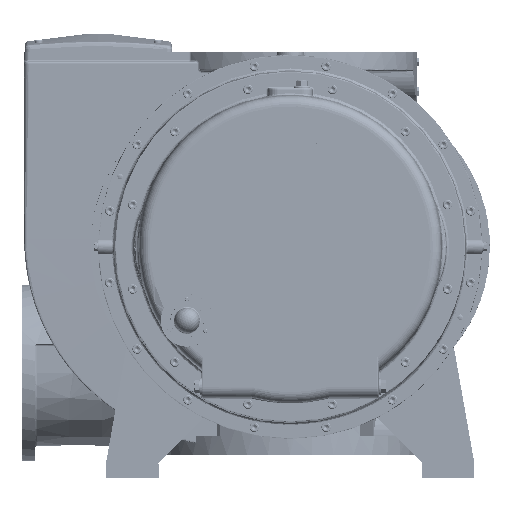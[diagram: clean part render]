
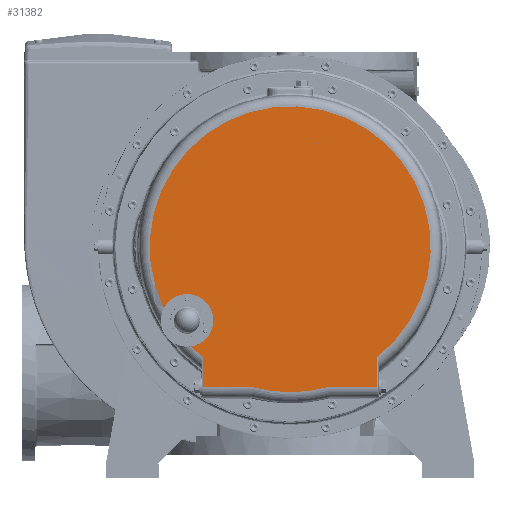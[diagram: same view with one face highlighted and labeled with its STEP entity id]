
A CAD part, front view. The second image highlights one B-rep face of the part: STEP entity #31382.
In plain terms, the highlighted planar face has unit normal (0, -1, 0).
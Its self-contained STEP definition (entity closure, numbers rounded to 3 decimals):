
#24262=CARTESIAN_POINT('',(115.,-637.0,185.7));
#24263=VERTEX_POINT('',#24262);
#24264=CARTESIAN_POINT('',(115.,-637.0,185.));
#24265=DIRECTION('',(0.0,1.0,0.0));
#24266=DIRECTION('',(0.0,0.0,1.0));
#24267=AXIS2_PLACEMENT_3D('',#24264,#24265,#24266);
#24268=CIRCLE('',#24267,0.7);
#24269=EDGE_CURVE('',#24263,#24263,#24268,.T.);
#24341=CARTESIAN_POINT('',(15.,-637.0,232.7));
#24342=VERTEX_POINT('',#24341);
#24343=CARTESIAN_POINT('',(15.,-637.0,232.));
#24344=DIRECTION('',(0.0,1.0,0.0));
#24345=DIRECTION('',(0.0,0.0,1.0));
#24346=AXIS2_PLACEMENT_3D('',#24343,#24344,#24345);
#24347=CIRCLE('',#24346,0.7);
#24348=EDGE_CURVE('',#24342,#24342,#24347,.T.);
#24420=CARTESIAN_POINT('',(15.,-637.0,185.7));
#24421=VERTEX_POINT('',#24420);
#24422=CARTESIAN_POINT('',(15.,-637.0,185.));
#24423=DIRECTION('',(0.0,1.0,0.0));
#24424=DIRECTION('',(0.0,0.0,1.0));
#24425=AXIS2_PLACEMENT_3D('',#24422,#24423,#24424);
#24426=CIRCLE('',#24425,0.7);
#24427=EDGE_CURVE('',#24421,#24421,#24426,.T.);
#24499=CARTESIAN_POINT('',(115.,-637.0,232.7));
#24500=VERTEX_POINT('',#24499);
#24501=CARTESIAN_POINT('',(115.,-637.0,232.));
#24502=DIRECTION('',(0.0,1.0,0.0));
#24503=DIRECTION('',(0.0,0.0,1.0));
#24504=AXIS2_PLACEMENT_3D('',#24501,#24502,#24503);
#24505=CIRCLE('',#24504,0.7);
#24506=EDGE_CURVE('',#24500,#24500,#24505,.T.);
#29138=CARTESIAN_POINT('',(-101.,-637.0,-174.416));
#29139=VERTEX_POINT('',#29138);
#30462=CARTESIAN_POINT('',(231.0,-637.0,-174.416));
#30463=VERTEX_POINT('',#30462);
#30640=CARTESIAN_POINT('',(-123.485,-637.0,-154.432));
#30641=VERTEX_POINT('',#30640);
#30642=CARTESIAN_POINT('',(65.,-637.0,35.));
#30643=DIRECTION('',(0.0,1.0,0.0));
#30644=DIRECTION('',(0.0,0.0,1.0));
#30645=AXIS2_PLACEMENT_3D('',#30642,#30643,#30644);
#30646=CIRCLE('',#30645,267.228);
#30647=EDGE_CURVE('',#29139,#30641,#30646,.T.);
#30679=CARTESIAN_POINT('',(-101.,-637.0,-232.));
#30680=VERTEX_POINT('',#30679);
#30688=CARTESIAN_POINT('',(-101.,-637.0,-232.));
#30689=DIRECTION('',(0.0,0.0,1.0));
#30690=VECTOR('',#30689,57.584);
#30691=LINE('',#30688,#30690);
#30692=EDGE_CURVE('',#30680,#29139,#30691,.T.);
#31314=CARTESIAN_POINT('',(65.,-637.0,179.837));
#31315=DIRECTION('',(0.0,-1.0,0.0));
#31316=DIRECTION('',(-1.0,0.0,0.0));
#31317=AXIS2_PLACEMENT_3D('',#31314,#31315,#31316);
#31318=PLANE('',#31317);
#31319=CARTESIAN_POINT('',(-175.323,-637.0,-81.859));
#31320=VERTEX_POINT('',#31319);
#31321=CARTESIAN_POINT('',(-131.,-637.0,-105.));
#31322=DIRECTION('',(0.,-1.0,0.));
#31323=DIRECTION('',(0.814,0.,0.581));
#31324=AXIS2_PLACEMENT_3D('',#31321,#31322,#31323);
#31325=CIRCLE('',#31324,50.);
#31326=EDGE_CURVE('',#30641,#31320,#31325,.T.);
#31327=ORIENTED_EDGE('',*,*,#31326,.F.);
#31328=ORIENTED_EDGE('',*,*,#30647,.F.);
#31329=ORIENTED_EDGE('',*,*,#30692,.F.);
#31330=CARTESIAN_POINT('',(-6.856,-637.0,-232.));
#31331=VERTEX_POINT('',#31330);
#31332=CARTESIAN_POINT('',(-6.856,-637.0,-232.));
#31333=DIRECTION('',(-1.0,0.0,0.0));
#31334=VECTOR('',#31333,94.144);
#31335=LINE('',#31332,#31334);
#31336=EDGE_CURVE('',#31331,#30680,#31335,.T.);
#31337=ORIENTED_EDGE('',*,*,#31336,.F.);
#31338=CARTESIAN_POINT('',(136.856,-637.0,-232.));
#31339=VERTEX_POINT('',#31338);
#31340=CARTESIAN_POINT('',(65.,-637.0,35.));
#31341=DIRECTION('',(0.0,1.0,0.0));
#31342=DIRECTION('',(0.0,0.0,-1.0));
#31343=AXIS2_PLACEMENT_3D('',#31340,#31341,#31342);
#31344=CIRCLE('',#31343,276.5);
#31345=EDGE_CURVE('',#31339,#31331,#31344,.T.);
#31346=ORIENTED_EDGE('',*,*,#31345,.F.);
#31347=CARTESIAN_POINT('',(231.,-637.0,-232.));
#31348=VERTEX_POINT('',#31347);
#31349=CARTESIAN_POINT('',(231.,-637.0,-232.));
#31350=DIRECTION('',(-1.0,0.0,0.0));
#31351=VECTOR('',#31350,94.144);
#31352=LINE('',#31349,#31351);
#31353=EDGE_CURVE('',#31348,#31339,#31352,.T.);
#31354=ORIENTED_EDGE('',*,*,#31353,.F.);
#31355=CARTESIAN_POINT('',(231.0,-637.0,-232.));
#31356=DIRECTION('',(0.0,0.0,1.0));
#31357=VECTOR('',#31356,57.584);
#31358=LINE('',#31355,#31357);
#31359=EDGE_CURVE('',#31348,#30463,#31358,.T.);
#31360=ORIENTED_EDGE('',*,*,#31359,.T.);
#31361=CARTESIAN_POINT('',(65.,-637.0,35.));
#31362=DIRECTION('',(0.0,1.0,0.0));
#31363=DIRECTION('',(0.0,0.0,1.0));
#31364=AXIS2_PLACEMENT_3D('',#31361,#31362,#31363);
#31365=CIRCLE('',#31364,267.228);
#31366=EDGE_CURVE('',#31320,#30463,#31365,.T.);
#31367=ORIENTED_EDGE('',*,*,#31366,.F.);
#31368=EDGE_LOOP('',(#31327,#31328,#31329,#31337,#31346,#31354,#31360,#31367));
#31369=FACE_OUTER_BOUND('',#31368,.T.);
#31370=ORIENTED_EDGE('',*,*,#24269,.T.);
#31371=EDGE_LOOP('',(#31370));
#31372=FACE_BOUND('',#31371,.T.);
#31373=ORIENTED_EDGE('',*,*,#24348,.T.);
#31374=EDGE_LOOP('',(#31373));
#31375=FACE_BOUND('',#31374,.T.);
#31376=ORIENTED_EDGE('',*,*,#24427,.T.);
#31377=EDGE_LOOP('',(#31376));
#31378=FACE_BOUND('',#31377,.T.);
#31379=ORIENTED_EDGE('',*,*,#24506,.T.);
#31380=EDGE_LOOP('',(#31379));
#31381=FACE_BOUND('',#31380,.T.);
#31382=ADVANCED_FACE('',(#31369,#31372,#31375,#31378,#31381),#31318,.T.);
